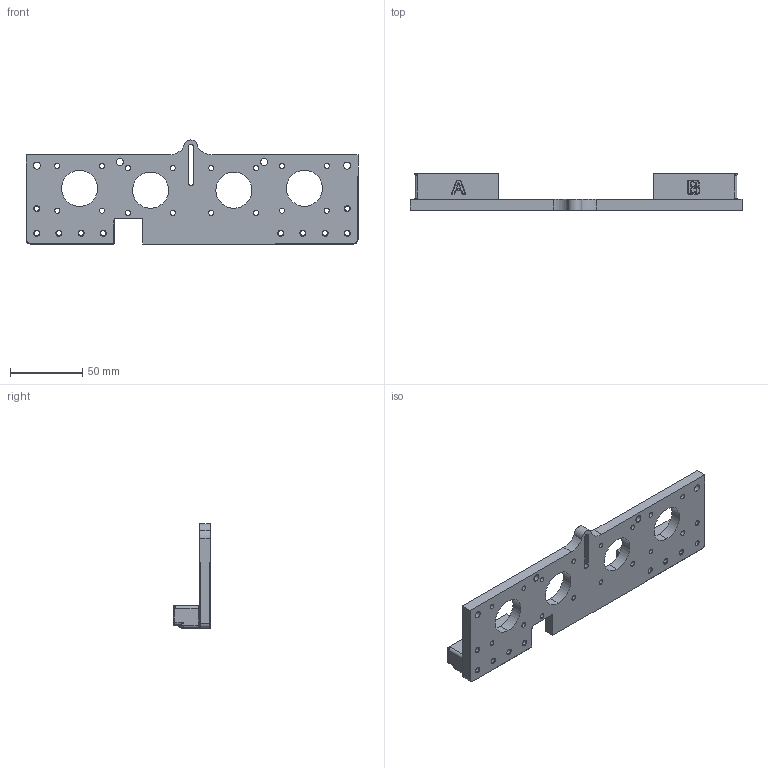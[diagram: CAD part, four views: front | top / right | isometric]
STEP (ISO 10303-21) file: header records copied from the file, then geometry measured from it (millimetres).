
FILE_DESCRIPTION (( 'STEP AP214' ), '1' );
FILE_NAME ('bottomTotalAssembly.STEP', '2023-03-29T23:52:07', ( '' ), ( '' ), 'SwSTEP 2.0', 'SolidWorks 2023', '' );
FILE_SCHEMA (( 'AUTOMOTIVE_DESIGN' ));
Length unit declared in the file: millimetre
Products named in the file (1): bottomTotalAssembly
Bounding box: 230 x 25.5 x 72.1 mm (x, y, z)
Volume: 115958.9 mm3; surface area: 39919 mm2
Topology: 1 solids, 1 shells, 310 faces, 808 edges, 502 vertices
Faces by surface type: cylinder 119, plane 83, cone 57, bspline 40, torus 9, sphere 2
Entity records: 13462 total; most frequent: CARTESIAN_POINT 5977, ORIENTED_EDGE 1590, DIRECTION 1491, EDGE_CURVE 795, AXIS2_PLACEMENT_3D 573, VERTEX_POINT 502, EDGE_LOOP 395, VECTOR 345
